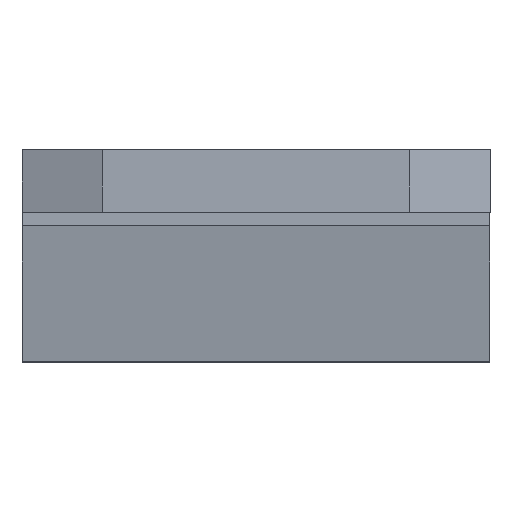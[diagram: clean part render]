
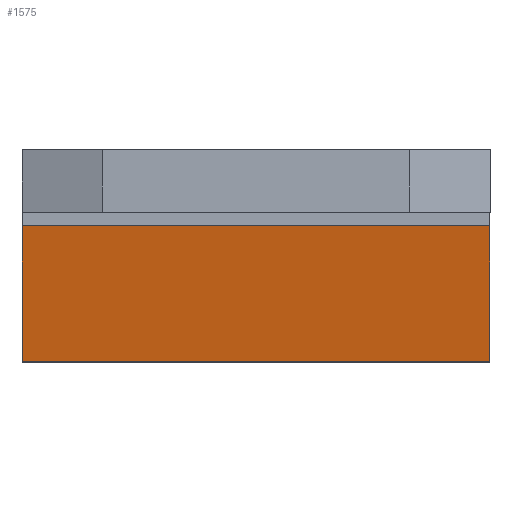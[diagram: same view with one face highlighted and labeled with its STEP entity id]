
A CAD part, top view. The second image highlights one B-rep face of the part: STEP entity #1575.
In plain terms, the highlighted planar face has unit normal (0, -0.174, 0.985).
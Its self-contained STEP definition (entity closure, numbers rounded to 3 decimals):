
#1504=CARTESIAN_POINT('',(-5.083,1.155,13.615));
#1505=VERTEX_POINT('',#1504);
#1528=CARTESIAN_POINT('',(-5.083,-1.795,13.095));
#1529=VERTEX_POINT('',#1528);
#1536=CARTESIAN_POINT('',(-5.083,-1.795,13.095));
#1537=DIRECTION('',(0.,0.985,0.174));
#1538=VECTOR('',#1537,2.996);
#1539=LINE('',#1536,#1538);
#1540=EDGE_CURVE('',#1529,#1505,#1539,.T.);
#1545=CARTESIAN_POINT('',(-5.338,-2.025,13.054));
#1546=DIRECTION('',(0.,-0.174,0.985));
#1547=DIRECTION('',(0.,0.985,0.174));
#1548=AXIS2_PLACEMENT_3D('',#1545,#1546,#1547);
#1549=PLANE('',#1548);
#1550=CARTESIAN_POINT('',(5.077,-1.795,13.095));
#1551=VERTEX_POINT('',#1550);
#1552=CARTESIAN_POINT('',(5.077,1.155,13.615));
#1553=VERTEX_POINT('',#1552);
#1554=CARTESIAN_POINT('',(5.077,-1.795,13.095));
#1555=DIRECTION('',(0.,0.985,0.174));
#1556=VECTOR('',#1555,2.996);
#1557=LINE('',#1554,#1556);
#1558=EDGE_CURVE('',#1551,#1553,#1557,.T.);
#1559=ORIENTED_EDGE('',*,*,#1558,.T.);
#1560=CARTESIAN_POINT('',(-5.083,1.155,13.615));
#1561=DIRECTION('',(1.0,0.0,0.0));
#1562=VECTOR('',#1561,10.16);
#1563=LINE('',#1560,#1562);
#1564=EDGE_CURVE('',#1505,#1553,#1563,.T.);
#1565=ORIENTED_EDGE('',*,*,#1564,.F.);
#1566=ORIENTED_EDGE('',*,*,#1540,.F.);
#1567=CARTESIAN_POINT('',(5.077,-1.795,13.095));
#1568=DIRECTION('',(-1.0,0.0,0.0));
#1569=VECTOR('',#1568,10.16);
#1570=LINE('',#1567,#1569);
#1571=EDGE_CURVE('',#1529,#1551,#1570,.F.);
#1572=ORIENTED_EDGE('',*,*,#1571,.T.);
#1573=EDGE_LOOP('',(#1559,#1565,#1566,#1572));
#1574=FACE_OUTER_BOUND('',#1573,.T.);
#1575=ADVANCED_FACE('',(#1574),#1549,.T.);
